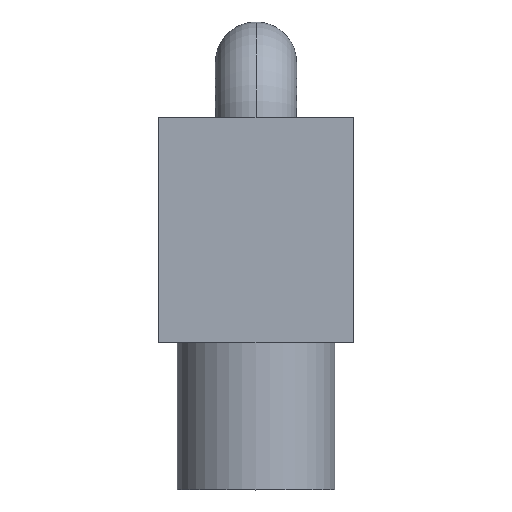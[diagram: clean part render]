
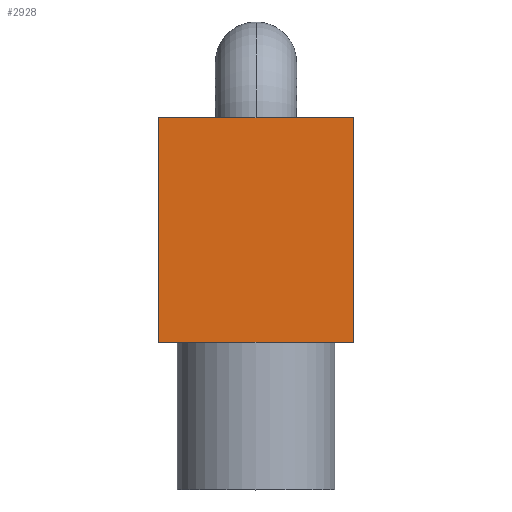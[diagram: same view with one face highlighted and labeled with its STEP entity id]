
A CAD part, top view. The second image highlights one B-rep face of the part: STEP entity #2928.
In plain terms, the highlighted planar face has unit normal (0, 0, 1).
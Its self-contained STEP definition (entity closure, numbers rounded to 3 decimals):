
#1646 = VERTEX_POINT('',#1647);
#1647 = CARTESIAN_POINT('',(0.,-6.388,6.7));
#1684 = PLANE('',#1685);
#1685 = AXIS2_PLACEMENT_3D('',#1686,#1687,#1688);
#1686 = CARTESIAN_POINT('',(-3.95,-6.388,6.7));
#1687 = DIRECTION('',(0.,1.,0.));
#1688 = DIRECTION('',(-1.,0.,0.));
#1739 = PLANE('',#1740);
#1740 = AXIS2_PLACEMENT_3D('',#1741,#1742,#1743);
#1741 = CARTESIAN_POINT('',(-3.95,-6.388,6.7));
#1742 = DIRECTION('',(0.,1.,0.));
#1743 = DIRECTION('',(-1.,0.,0.));
#1834 = PLANE('',#1835);
#1835 = AXIS2_PLACEMENT_3D('',#1836,#1837,#1838);
#1836 = CARTESIAN_POINT('',(-3.95,2.738,6.7));
#1837 = DIRECTION('',(0.,-1.,0.));
#1838 = DIRECTION('',(0.,0.,1.));
#2012 = VERTEX_POINT('',#2013);
#2013 = CARTESIAN_POINT('',(-3.95,2.738,6.7));
#2027 = PLANE('',#2028);
#2028 = AXIS2_PLACEMENT_3D('',#2029,#2030,#2031);
#2029 = CARTESIAN_POINT('',(-3.95,-1.825,3.5));
#2030 = DIRECTION('',(-1.,0.,0.));
#2031 = DIRECTION('',(0.,-1.,0.));
#2039 = EDGE_CURVE('',#2012,#2040,#2042,.T.);
#2040 = VERTEX_POINT('',#2041);
#2041 = CARTESIAN_POINT('',(3.95,2.738,6.7));
#2042 = SURFACE_CURVE('',#2043,(#2047,#2054),.PCURVE_S1.);
#2043 = LINE('',#2044,#2045);
#2044 = CARTESIAN_POINT('',(-3.95,2.738,6.7));
#2045 = VECTOR('',#2046,1.);
#2046 = DIRECTION('',(1.,0.,0.));
#2047 = PCURVE('',#1834,#2048);
#2048 = DEFINITIONAL_REPRESENTATION('',(#2049),#2053);
#2049 = LINE('',#2050,#2051);
#2050 = CARTESIAN_POINT('',(0.,0.));
#2051 = VECTOR('',#2052,1.);
#2052 = DIRECTION('',(0.,-1.));
#2053 = ( GEOMETRIC_REPRESENTATION_CONTEXT(2) 
PARAMETRIC_REPRESENTATION_CONTEXT() REPRESENTATION_CONTEXT('2D SPACE',''
  ) );
#2054 = PCURVE('',#2055,#2060);
#2055 = PLANE('',#2056);
#2056 = AXIS2_PLACEMENT_3D('',#2057,#2058,#2059);
#2057 = CARTESIAN_POINT('',(-3.95,2.738,6.7));
#2058 = DIRECTION('',(0.,0.,-1.));
#2059 = DIRECTION('',(1.,0.,0.));
#2060 = DEFINITIONAL_REPRESENTATION('',(#2061),#2065);
#2061 = LINE('',#2062,#2063);
#2062 = CARTESIAN_POINT('',(0.,0.));
#2063 = VECTOR('',#2064,1.);
#2064 = DIRECTION('',(1.,0.));
#2065 = ( GEOMETRIC_REPRESENTATION_CONTEXT(2) 
PARAMETRIC_REPRESENTATION_CONTEXT() REPRESENTATION_CONTEXT('2D SPACE',''
  ) );
#2083 = PLANE('',#2084);
#2084 = AXIS2_PLACEMENT_3D('',#2085,#2086,#2087);
#2085 = CARTESIAN_POINT('',(3.95,-1.825,3.5));
#2086 = DIRECTION('',(-1.,0.,0.));
#2087 = DIRECTION('',(0.,-1.,0.));
#2739 = EDGE_CURVE('',#2740,#1646,#2742,.T.);
#2740 = VERTEX_POINT('',#2741);
#2741 = CARTESIAN_POINT('',(-3.95,-6.388,6.7));
#2742 = SURFACE_CURVE('',#2743,(#2747,#2754),.PCURVE_S1.);
#2743 = LINE('',#2744,#2745);
#2744 = CARTESIAN_POINT('',(-3.95,-6.388,6.7));
#2745 = VECTOR('',#2746,1.);
#2746 = DIRECTION('',(1.,0.,0.));
#2747 = PCURVE('',#1739,#2748);
#2748 = DEFINITIONAL_REPRESENTATION('',(#2749),#2753);
#2749 = LINE('',#2750,#2751);
#2750 = CARTESIAN_POINT('',(0.,0.));
#2751 = VECTOR('',#2752,1.);
#2752 = DIRECTION('',(-1.,0.));
#2753 = ( GEOMETRIC_REPRESENTATION_CONTEXT(2) 
PARAMETRIC_REPRESENTATION_CONTEXT() REPRESENTATION_CONTEXT('2D SPACE',''
  ) );
#2754 = PCURVE('',#2055,#2755);
#2755 = DEFINITIONAL_REPRESENTATION('',(#2756),#2760);
#2756 = LINE('',#2757,#2758);
#2757 = CARTESIAN_POINT('',(0.,9.125));
#2758 = VECTOR('',#2759,1.);
#2759 = DIRECTION('',(1.,0.));
#2760 = ( GEOMETRIC_REPRESENTATION_CONTEXT(2) 
PARAMETRIC_REPRESENTATION_CONTEXT() REPRESENTATION_CONTEXT('2D SPACE',''
  ) );
#2885 = VERTEX_POINT('',#2886);
#2886 = CARTESIAN_POINT('',(3.95,-6.388,6.7));
#2907 = EDGE_CURVE('',#1646,#2885,#2908,.T.);
#2908 = SURFACE_CURVE('',#2909,(#2913,#2920),.PCURVE_S1.);
#2909 = LINE('',#2910,#2911);
#2910 = CARTESIAN_POINT('',(-3.95,-6.388,6.7));
#2911 = VECTOR('',#2912,1.);
#2912 = DIRECTION('',(1.,0.,0.));
#2913 = PCURVE('',#1684,#2914);
#2914 = DEFINITIONAL_REPRESENTATION('',(#2915),#2919);
#2915 = LINE('',#2916,#2917);
#2916 = CARTESIAN_POINT('',(0.,0.));
#2917 = VECTOR('',#2918,1.);
#2918 = DIRECTION('',(-1.,0.));
#2919 = ( GEOMETRIC_REPRESENTATION_CONTEXT(2) 
PARAMETRIC_REPRESENTATION_CONTEXT() REPRESENTATION_CONTEXT('2D SPACE',''
  ) );
#2920 = PCURVE('',#2055,#2921);
#2921 = DEFINITIONAL_REPRESENTATION('',(#2922),#2926);
#2922 = LINE('',#2923,#2924);
#2923 = CARTESIAN_POINT('',(0.,9.125));
#2924 = VECTOR('',#2925,1.);
#2925 = DIRECTION('',(1.,0.));
#2926 = ( GEOMETRIC_REPRESENTATION_CONTEXT(2) 
PARAMETRIC_REPRESENTATION_CONTEXT() REPRESENTATION_CONTEXT('2D SPACE',''
  ) );
#2928 = ADVANCED_FACE('',(#2929),#2055,.F.);
#2929 = FACE_BOUND('',#2930,.T.);
#2930 = EDGE_LOOP('',(#2931,#2952,#2953,#2974,#2975));
#2931 = ORIENTED_EDGE('',*,*,#2932,.T.);
#2932 = EDGE_CURVE('',#2885,#2040,#2933,.T.);
#2933 = SURFACE_CURVE('',#2934,(#2938,#2945),.PCURVE_S1.);
#2934 = LINE('',#2935,#2936);
#2935 = CARTESIAN_POINT('',(3.95,2.738,6.7));
#2936 = VECTOR('',#2937,1.);
#2937 = DIRECTION('',(0.,1.,0.));
#2938 = PCURVE('',#2055,#2939);
#2939 = DEFINITIONAL_REPRESENTATION('',(#2940),#2944);
#2940 = LINE('',#2941,#2942);
#2941 = CARTESIAN_POINT('',(7.9,0.));
#2942 = VECTOR('',#2943,1.);
#2943 = DIRECTION('',(0.,-1.));
#2944 = ( GEOMETRIC_REPRESENTATION_CONTEXT(2) 
PARAMETRIC_REPRESENTATION_CONTEXT() REPRESENTATION_CONTEXT('2D SPACE',''
  ) );
#2945 = PCURVE('',#2083,#2946);
#2946 = DEFINITIONAL_REPRESENTATION('',(#2947),#2951);
#2947 = LINE('',#2948,#2949);
#2948 = CARTESIAN_POINT('',(-4.563,3.2));
#2949 = VECTOR('',#2950,1.);
#2950 = DIRECTION('',(-1.,0.));
#2951 = ( GEOMETRIC_REPRESENTATION_CONTEXT(2) 
PARAMETRIC_REPRESENTATION_CONTEXT() REPRESENTATION_CONTEXT('2D SPACE',''
  ) );
#2952 = ORIENTED_EDGE('',*,*,#2039,.F.);
#2953 = ORIENTED_EDGE('',*,*,#2954,.F.);
#2954 = EDGE_CURVE('',#2740,#2012,#2955,.T.);
#2955 = SURFACE_CURVE('',#2956,(#2960,#2967),.PCURVE_S1.);
#2956 = LINE('',#2957,#2958);
#2957 = CARTESIAN_POINT('',(-3.95,2.738,6.7));
#2958 = VECTOR('',#2959,1.);
#2959 = DIRECTION('',(0.,1.,0.));
#2960 = PCURVE('',#2055,#2961);
#2961 = DEFINITIONAL_REPRESENTATION('',(#2962),#2966);
#2962 = LINE('',#2963,#2964);
#2963 = CARTESIAN_POINT('',(0.,0.));
#2964 = VECTOR('',#2965,1.);
#2965 = DIRECTION('',(0.,-1.));
#2966 = ( GEOMETRIC_REPRESENTATION_CONTEXT(2) 
PARAMETRIC_REPRESENTATION_CONTEXT() REPRESENTATION_CONTEXT('2D SPACE',''
  ) );
#2967 = PCURVE('',#2027,#2968);
#2968 = DEFINITIONAL_REPRESENTATION('',(#2969),#2973);
#2969 = LINE('',#2970,#2971);
#2970 = CARTESIAN_POINT('',(-4.563,3.2));
#2971 = VECTOR('',#2972,1.);
#2972 = DIRECTION('',(-1.,0.));
#2973 = ( GEOMETRIC_REPRESENTATION_CONTEXT(2) 
PARAMETRIC_REPRESENTATION_CONTEXT() REPRESENTATION_CONTEXT('2D SPACE',''
  ) );
#2974 = ORIENTED_EDGE('',*,*,#2739,.T.);
#2975 = ORIENTED_EDGE('',*,*,#2907,.T.);
